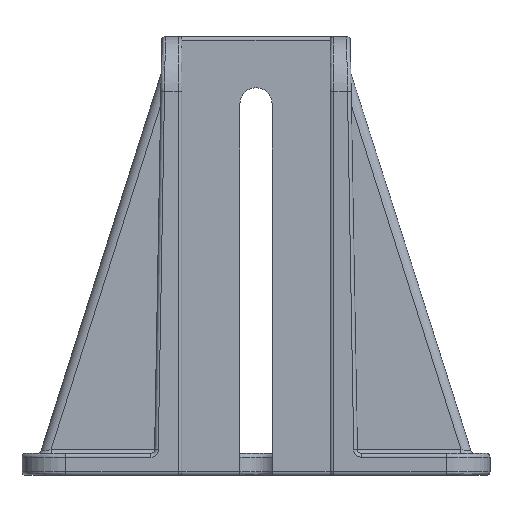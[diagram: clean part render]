
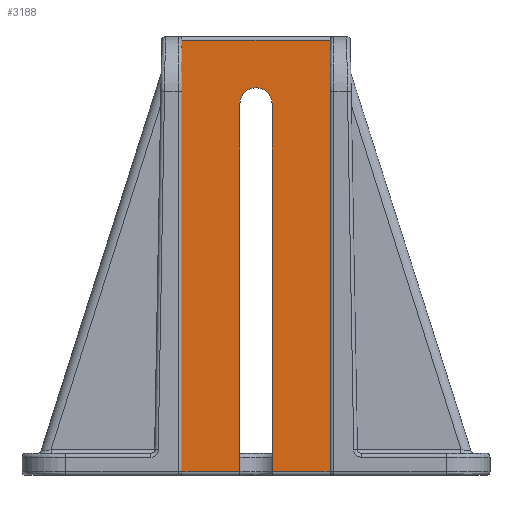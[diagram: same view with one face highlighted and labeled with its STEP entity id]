
A CAD part, front view. The second image highlights one B-rep face of the part: STEP entity #3188.
In plain terms, the highlighted planar face has unit normal (0, -1, 0).
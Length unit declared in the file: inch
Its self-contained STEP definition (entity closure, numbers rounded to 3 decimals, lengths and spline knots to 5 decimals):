
#111 = LINE ( 'NONE', #3007, #1285 ) ;
#155 = CARTESIAN_POINT ( 'NONE',  ( -0.79764, -0.27559, 0.03937 ) ) ;
#437 = DIRECTION ( 'NONE',  ( 0., -1., 0. ) ) ;
#579 = CARTESIAN_POINT ( 'NONE',  ( -0.17323, -0.27559, 4. ) ) ;
#671 = EDGE_CURVE ( 'NONE', #5711, #6832, #3898, .T. ) ;
#800 = DIRECTION ( 'NONE',  ( 0., 0., -1. ) ) ;
#867 = DIRECTION ( 'NONE',  ( -1., 0., 0. ) ) ;
#922 = VECTOR ( 'NONE', #867, 39.37008 ) ;
#945 = VECTOR ( 'NONE', #3478, 39.37008 ) ;
#1198 = VERTEX_POINT ( 'NONE', #1883 ) ;
#1204 = EDGE_CURVE ( 'NONE', #3254, #6008, #6262, .T. ) ;
#1285 = VECTOR ( 'NONE', #2457, 39.37008 ) ;
#1404 = DIRECTION ( 'NONE',  ( 0., 0., 1. ) ) ;
#1493 = VECTOR ( 'NONE', #3205, 39.37008 ) ;
#1794 = CARTESIAN_POINT ( 'NONE',  ( 0.17323, -0.27559, 4. ) ) ;
#1883 = CARTESIAN_POINT ( 'NONE',  ( -0.79764, -0.27559, 4.68504 ) ) ;
#1920 = CARTESIAN_POINT ( 'NONE',  ( -0.79764, -0.27559, 0. ) ) ;
#2263 = CARTESIAN_POINT ( 'NONE',  ( 0., -0.27559, 0.03937 ) ) ;
#2362 = EDGE_CURVE ( 'NONE', #6832, #6616, #111, .T. ) ;
#2399 = CARTESIAN_POINT ( 'NONE',  ( -0.17323, -0.27559, 0. ) ) ;
#2404 = ORIENTED_EDGE ( 'NONE', *, *, #2362, .F. ) ;
#2433 = LINE ( 'NONE', #2399, #5601 ) ;
#2457 = DIRECTION ( 'NONE',  ( 0., 0., 1. ) ) ;
#2459 = EDGE_CURVE ( 'NONE', #6616, #4516, #3496, .T. ) ;
#2605 = ORIENTED_EDGE ( 'NONE', *, *, #1204, .F. ) ;
#2756 = ORIENTED_EDGE ( 'NONE', *, *, #671, .F. ) ;
#2835 = CARTESIAN_POINT ( 'NONE',  ( -0.17323, -0.27559, 0.03937 ) ) ;
#3007 = CARTESIAN_POINT ( 'NONE',  ( 0.17323, -0.27559, 0. ) ) ;
#3188 = ADVANCED_FACE ( 'NONE', ( #4895 ), #3745, .F. ) ;
#3205 = DIRECTION ( 'NONE',  ( -1., 0., 0. ) ) ;
#3254 = VERTEX_POINT ( 'NONE', #2835 ) ;
#3290 = VECTOR ( 'NONE', #5722, 39.37008 ) ;
#3415 = CARTESIAN_POINT ( 'NONE',  ( 0.17323, -0.27559, 0.03937 ) ) ;
#3478 = DIRECTION ( 'NONE',  ( 1., 0., 0. ) ) ;
#3496 = CIRCLE ( 'NONE', #6263, 0.17323 ) ;
#3625 = CARTESIAN_POINT ( 'NONE',  ( 0.79764, -0.27559, 0. ) ) ;
#3637 = EDGE_CURVE ( 'NONE', #1198, #5348, #5137, .T. ) ;
#3640 = VECTOR ( 'NONE', #1404, 39.37008 ) ;
#3745 = PLANE ( 'NONE',  #6841 ) ;
#3782 = ORIENTED_EDGE ( 'NONE', *, *, #2459, .F. ) ;
#3898 = LINE ( 'NONE', #2263, #1493 ) ;
#4027 = ORIENTED_EDGE ( 'NONE', *, *, #6038, .F. ) ;
#4184 = ORIENTED_EDGE ( 'NONE', *, *, #5235, .T. ) ;
#4244 = LINE ( 'NONE', #3625, #3640 ) ;
#4288 = DIRECTION ( 'NONE',  ( 0., 1., 0. ) ) ;
#4431 = DIRECTION ( 'NONE',  ( -1., 0., 0. ) ) ;
#4516 = VERTEX_POINT ( 'NONE', #579 ) ;
#4817 = CARTESIAN_POINT ( 'NONE',  ( 0.79764, -0.27559, 4.68504 ) ) ;
#4895 = FACE_OUTER_BOUND ( 'NONE', #7027, .T. ) ;
#5034 = CARTESIAN_POINT ( 'NONE',  ( -0.79764, -0.27559, 4.68504 ) ) ;
#5137 = LINE ( 'NONE', #5034, #945 ) ;
#5182 = CARTESIAN_POINT ( 'NONE',  ( 0., -0.27559, 0.03937 ) ) ;
#5235 = EDGE_CURVE ( 'NONE', #5711, #5348, #4244, .T. ) ;
#5348 = VERTEX_POINT ( 'NONE', #4817 ) ;
#5366 = CARTESIAN_POINT ( 'NONE',  ( -0.79764, -0.27559, 0. ) ) ;
#5400 = CARTESIAN_POINT ( 'NONE',  ( 0., -0.27559, 4. ) ) ;
#5601 = VECTOR ( 'NONE', #800, 39.37008 ) ;
#5711 = VERTEX_POINT ( 'NONE', #6667 ) ;
#5722 = DIRECTION ( 'NONE',  ( 0., 0., 1. ) ) ;
#5873 = EDGE_CURVE ( 'NONE', #4516, #3254, #2433, .T. ) ;
#6008 = VERTEX_POINT ( 'NONE', #155 ) ;
#6038 = EDGE_CURVE ( 'NONE', #6008, #1198, #6842, .T. ) ;
#6262 = LINE ( 'NONE', #5182, #922 ) ;
#6263 = AXIS2_PLACEMENT_3D ( 'NONE', #5400, #437, #6520 ) ;
#6520 = DIRECTION ( 'NONE',  ( 1., 0., 0. ) ) ;
#6616 = VERTEX_POINT ( 'NONE', #1794 ) ;
#6667 = CARTESIAN_POINT ( 'NONE',  ( 0.79764, -0.27559, 0.03937 ) ) ;
#6832 = VERTEX_POINT ( 'NONE', #3415 ) ;
#6841 = AXIS2_PLACEMENT_3D ( 'NONE', #5366, #4288, #4431 ) ;
#6842 = LINE ( 'NONE', #1920, #3290 ) ;
#6899 = ORIENTED_EDGE ( 'NONE', *, *, #3637, .F. ) ;
#7027 = EDGE_LOOP ( 'NONE', ( #2605, #7078, #3782, #2404, #2756, #4184, #6899, #4027 ) ) ;
#7078 = ORIENTED_EDGE ( 'NONE', *, *, #5873, .F. ) ;
